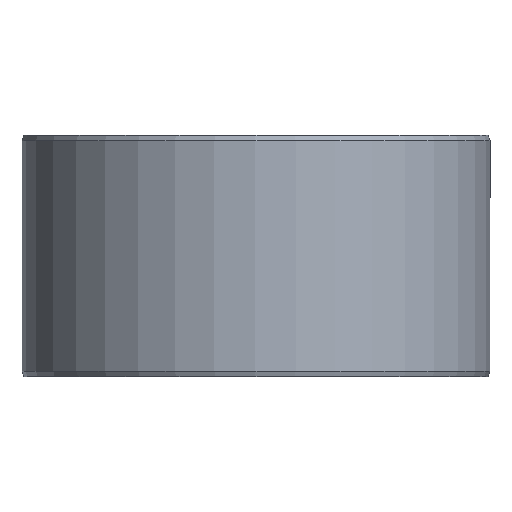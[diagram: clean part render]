
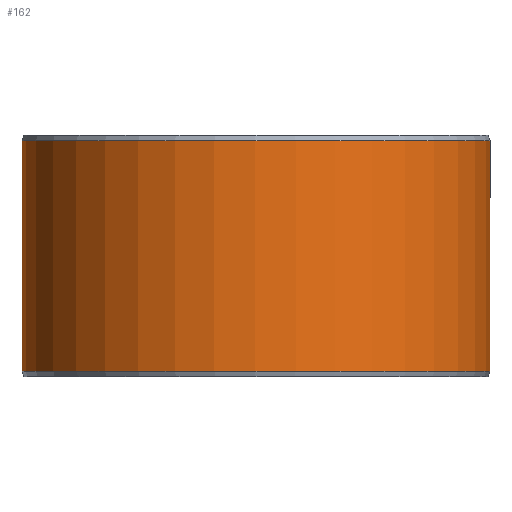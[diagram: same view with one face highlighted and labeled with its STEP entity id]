
A CAD part, front view. The second image highlights one B-rep face of the part: STEP entity #162.
In plain terms, the highlighted cylindrical face has radius 77.5 mm (diameter 155 mm), a partial arc.
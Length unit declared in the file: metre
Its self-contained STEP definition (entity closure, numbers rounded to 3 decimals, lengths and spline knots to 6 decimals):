
#162=ADVANCED_FACE('',(#185,#186),#187,.T.);
#185=FACE_OUTER_BOUND('',#211,.T.);
#186=FACE_BOUND('',#212,.T.);
#187=CYLINDRICAL_SURFACE('',#213,0.0775);
#211=EDGE_LOOP('',(#289,#290,#291,#292));
#212=EDGE_LOOP('',(#293));
#213=AXIS2_PLACEMENT_3D('',#294,#295,#296);
#289=ORIENTED_EDGE('',*,*,#314,.T.);
#290=ORIENTED_EDGE('',*,*,#323,.F.);
#291=ORIENTED_EDGE('',*,*,#309,.F.);
#292=ORIENTED_EDGE('',*,*,#324,.T.);
#293=ORIENTED_EDGE('',*,*,#327,.T.);
#294=CARTESIAN_POINT('',(0.,0.,0.0));
#295=DIRECTION('',(0.,0.0,-1.0));
#296=DIRECTION('',(-1.0,0.0,0.));
#309=EDGE_CURVE('',#341,#342,#343,.T.);
#314=EDGE_CURVE('',#351,#349,#352,.T.);
#323=EDGE_CURVE('',#342,#349,#365,.T.);
#324=EDGE_CURVE('',#341,#351,#366,.T.);
#327=EDGE_CURVE('',#370,#370,#371,.T.);
#341=VERTEX_POINT('',#389);
#342=VERTEX_POINT('',#390);
#343=CIRCLE('',#391,0.0775);
#349=VERTEX_POINT('',#399);
#351=VERTEX_POINT('',#402);
#352=CIRCLE('',#403,0.0775);
#365=LINE('',#422,#423);
#366=LINE('',#424,#425);
#370=VERTEX_POINT('',#501);
#371=B_SPLINE_CURVE_WITH_KNOTS('',3,(#502,#503,#504,#505,#506,#507,#508,#509,#510,#511,#512,#513,#514,#515,#516,#517,#518,#519,#520,#521,#522,#523,#524,#525,#526,#527,#528,#529,#530,#531,#532,#533,#534,#535,#536,#537,#538,#539,#540,#541,#542,#543,#544,#545,#546,#547,#548,#549,#550,#551,#552,#553,#554,#555,#556,#557,#558,#559,#560,#561,#562,#563,#564,#565,#566,#567,#568,#569,#570,#571,#572,#573),.UNSPECIFIED.,.T.,.F.,(2,2,2,2,2,2,2,2,2,2,2,2,2,2,2,2,2,2,2,2,2,2,2,2,2,2,2,2,2,2,2,2,2,2,2,2,2,2),(-0.000977,0.0,0.000977,0.001466,0.001954,0.002931,0.003909,0.004886,0.005863,0.00684,0.007817,0.008794,0.009772,0.010749,0.011726,0.012703,0.013192,0.01368,0.014657,0.015635,0.016612,0.017589,0.018566,0.019543,0.02052,0.021498,0.022475,0.023452,0.024429,0.024918,0.025406,0.026383,0.02736,0.028338,0.029315,0.030292,0.031269,0.032246),.UNSPECIFIED.);
#389=CARTESIAN_POINT('',(0.001353,0.077488,0.0018));
#390=CARTESIAN_POINT('',(0.,0.0775,0.0018));
#391=AXIS2_PLACEMENT_3D('',#587,#588,#589);
#399=CARTESIAN_POINT('',(0.,0.0775,0.0782));
#402=CARTESIAN_POINT('',(0.001353,0.077488,0.0782));
#403=AXIS2_PLACEMENT_3D('',#596,#597,#598);
#422=CARTESIAN_POINT('',(0.,0.0775,0.0018));
#423=VECTOR('',#611,1.0);
#424=CARTESIAN_POINT('',(0.001353,0.077488,0.0018));
#425=VECTOR('',#612,1.0);
#501=CARTESIAN_POINT('',(0.063717,-0.044118,0.04));
#502=CARTESIAN_POINT('',(0.063717,-0.044118,0.03967));
#503=CARTESIAN_POINT('',(0.063717,-0.044118,0.04033));
#504=CARTESIAN_POINT('',(0.063735,-0.044091,0.040655));
#505=CARTESIAN_POINT('',(0.06379,-0.044013,0.041135));
#506=CARTESIAN_POINT('',(0.063812,-0.04398,0.041293));
#507=CARTESIAN_POINT('',(0.063866,-0.043902,0.041607));
#508=CARTESIAN_POINT('',(0.063898,-0.043855,0.041763));
#509=CARTESIAN_POINT('',(0.064005,-0.0437,0.042217));
#510=CARTESIAN_POINT('',(0.064091,-0.043573,0.042505));
#511=CARTESIAN_POINT('',(0.064295,-0.043272,0.043048));
#512=CARTESIAN_POINT('',(0.064413,-0.043096,0.043305));
#513=CARTESIAN_POINT('',(0.064668,-0.042712,0.043766));
#514=CARTESIAN_POINT('',(0.064807,-0.042502,0.043973));
#515=CARTESIAN_POINT('',(0.065105,-0.042043,0.044339));
#516=CARTESIAN_POINT('',(0.065263,-0.041799,0.044494));
#517=CARTESIAN_POINT('',(0.065585,-0.04129,0.044744));
#518=CARTESIAN_POINT('',(0.065753,-0.041023,0.04484));
#519=CARTESIAN_POINT('',(0.066092,-0.040474,0.044968));
#520=CARTESIAN_POINT('',(0.066261,-0.040197,0.045));
#521=CARTESIAN_POINT('',(0.066597,-0.039638,0.045));
#522=CARTESIAN_POINT('',(0.066766,-0.039353,0.044968));
#523=CARTESIAN_POINT('',(0.067089,-0.038799,0.04484));
#524=CARTESIAN_POINT('',(0.067245,-0.038529,0.044746));
#525=CARTESIAN_POINT('',(0.067544,-0.038002,0.044495));
#526=CARTESIAN_POINT('',(0.067687,-0.037747,0.044339));
#527=CARTESIAN_POINT('',(0.067949,-0.037272,0.043977));
#528=CARTESIAN_POINT('',(0.06807,-0.03705,0.04377));
#529=CARTESIAN_POINT('',(0.068293,-0.036639,0.043304));
#530=CARTESIAN_POINT('',(0.06839,-0.036456,0.043051));
#531=CARTESIAN_POINT('',(0.068518,-0.036216,0.042645));
#532=CARTESIAN_POINT('',(0.068557,-0.036141,0.042505));
#533=CARTESIAN_POINT('',(0.068629,-0.036004,0.042216));
#534=CARTESIAN_POINT('',(0.068662,-0.035941,0.042066));
#535=CARTESIAN_POINT('',(0.068749,-0.035774,0.041612));
#536=CARTESIAN_POINT('',(0.068793,-0.03569,0.0413));
#537=CARTESIAN_POINT('',(0.068852,-0.035576,0.04066));
#538=CARTESIAN_POINT('',(0.068867,-0.035547,0.040328));
#539=CARTESIAN_POINT('',(0.068867,-0.035546,0.039675));
#540=CARTESIAN_POINT('',(0.068853,-0.035574,0.039351));
#541=CARTESIAN_POINT('',(0.068794,-0.035688,0.038706));
#542=CARTESIAN_POINT('',(0.06875,-0.035773,0.03839));
#543=CARTESIAN_POINT('',(0.068634,-0.035994,0.037788));
#544=CARTESIAN_POINT('',(0.068562,-0.036132,0.037498));
#545=CARTESIAN_POINT('',(0.068391,-0.036455,0.036951));
#546=CARTESIAN_POINT('',(0.068293,-0.036638,0.036699));
#547=CARTESIAN_POINT('',(0.068074,-0.037043,0.036237));
#548=CARTESIAN_POINT('',(0.067951,-0.037269,0.036026));
#549=CARTESIAN_POINT('',(0.067688,-0.037745,0.035662));
#550=CARTESIAN_POINT('',(0.067548,-0.037995,0.035509));
#551=CARTESIAN_POINT('',(0.067249,-0.038521,0.035257));
#552=CARTESIAN_POINT('',(0.067091,-0.038797,0.035161));
#553=CARTESIAN_POINT('',(0.066768,-0.039349,0.035033));
#554=CARTESIAN_POINT('',(0.066603,-0.039628,0.035));
#555=CARTESIAN_POINT('',(0.066263,-0.040194,0.035));
#556=CARTESIAN_POINT('',(0.066093,-0.040472,0.035032));
#557=CARTESIAN_POINT('',(0.065841,-0.04088,0.035127));
#558=CARTESIAN_POINT('',(0.065758,-0.041015,0.035166));
#559=CARTESIAN_POINT('',(0.065591,-0.041281,0.035261));
#560=CARTESIAN_POINT('',(0.065508,-0.041413,0.035317));
#561=CARTESIAN_POINT('',(0.065264,-0.041797,0.035505));
#562=CARTESIAN_POINT('',(0.065108,-0.042039,0.035658));
#563=CARTESIAN_POINT('',(0.064812,-0.042494,0.03602));
#564=CARTESIAN_POINT('',(0.06467,-0.04271,0.036231));
#565=CARTESIAN_POINT('',(0.064414,-0.043095,0.036692));
#566=CARTESIAN_POINT('',(0.064298,-0.043267,0.036944));
#567=CARTESIAN_POINT('',(0.064093,-0.04357,0.037489));
#568=CARTESIAN_POINT('',(0.064005,-0.043699,0.037781));
#569=CARTESIAN_POINT('',(0.063864,-0.043906,0.038382));
#570=CARTESIAN_POINT('',(0.063809,-0.043985,0.038696));
#571=CARTESIAN_POINT('',(0.063735,-0.044091,0.039343));
#572=CARTESIAN_POINT('',(0.063717,-0.044118,0.03967));
#573=CARTESIAN_POINT('',(0.063717,-0.044118,0.04033));
#587=CARTESIAN_POINT('',(0.,0.,0.0018));
#588=DIRECTION('',(0.,0.0,-1.0));
#589=DIRECTION('',(-1.0,0.0,0.));
#596=CARTESIAN_POINT('',(0.,0.,0.0782));
#597=DIRECTION('',(0.,0.0,-1.0));
#598=DIRECTION('',(-1.0,0.0,0.));
#611=DIRECTION('',(0.,0.0,1.0));
#612=DIRECTION('',(0.,0.,1.0));
